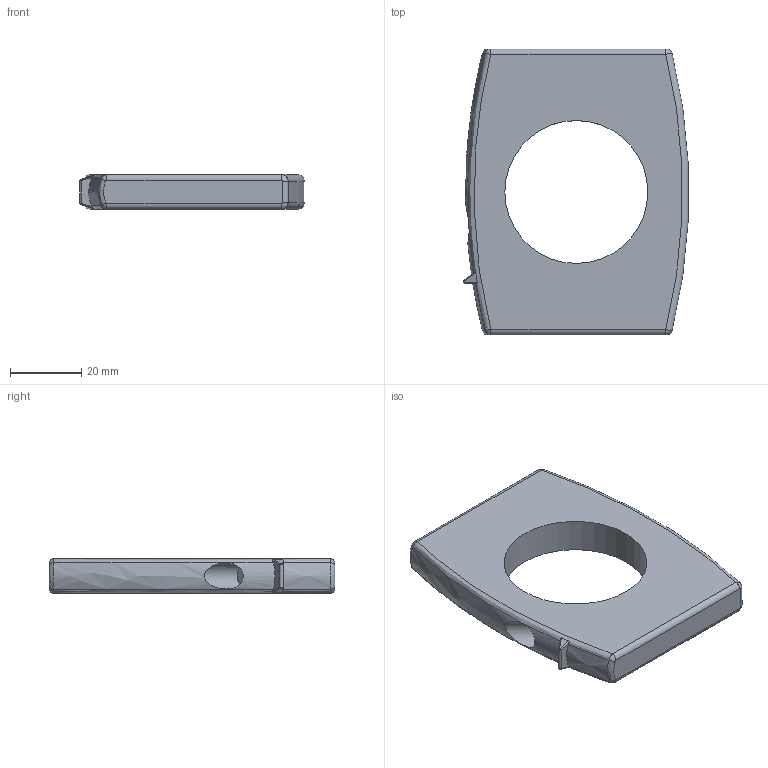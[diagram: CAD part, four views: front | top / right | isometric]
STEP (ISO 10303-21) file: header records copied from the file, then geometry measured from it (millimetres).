
FILE_DESCRIPTION((''),'2;1');
FILE_NAME('T173X.stp','2010-08-25T14:03:59',('medicfa1'),(''),'Autodesk Inventor 2010','Autodesk Inventor 2010','');
FILE_SCHEMA(('AUTOMOTIVE_DESIGN { 1 0 10303 214 1 1 1 1 }'));
Length unit declared in the file: millimetre
Products named in the file (1): T173X
Bounding box: 62.81 x 80 x 9.7 mm (x, y, z)
Volume: 32848.1 mm3; surface area: 10485.1 mm2
Topology: 1 solids, 1 shells, 41 faces, 95 edges, 57 vertices
Faces by surface type: bspline 22, cylinder 10, plane 7, torus 2
Full cylindrical faces by diameter (mm): 7.3 x1, 40 x1
Entity records: 1799 total; most frequent: CARTESIAN_POINT 1004, ORIENTED_EDGE 184, DIRECTION 108, EDGE_CURVE 92, VERTEX_POINT 56, B_SPLINE_CURVE_WITH_KNOTS 51, AXIS2_PLACEMENT_3D 47, EDGE_LOOP 46
